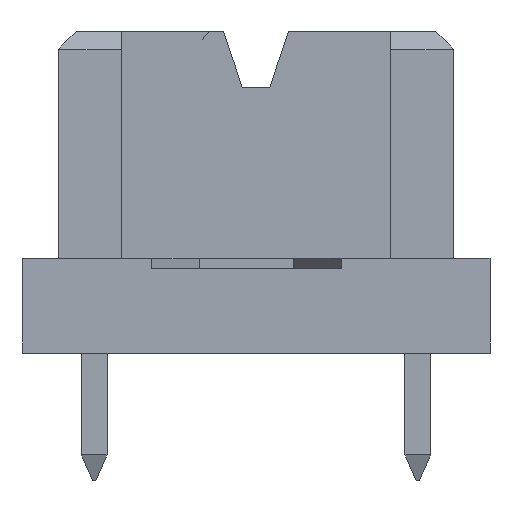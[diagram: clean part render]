
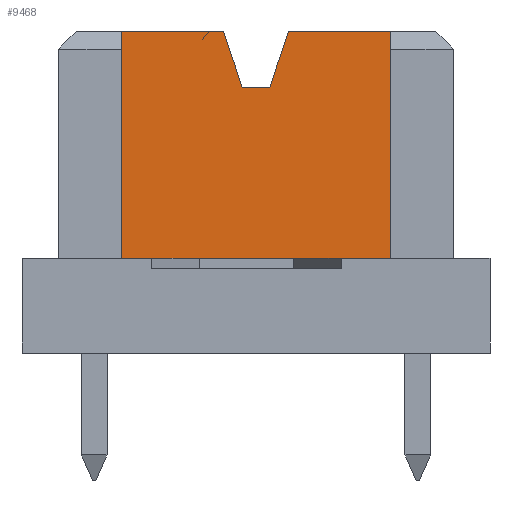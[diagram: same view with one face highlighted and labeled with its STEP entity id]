
A CAD part, front view. The second image highlights one B-rep face of the part: STEP entity #9468.
In plain terms, the highlighted free-form (B-spline) face has degree [1, 1] with [2, 2] control points.
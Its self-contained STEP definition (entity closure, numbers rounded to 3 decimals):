
#6751=CARTESIAN_POINT('',(0.855,-75.1,10.1));
#6752=VERTEX_POINT('',#6751);
#6758=CARTESIAN_POINT('',(4.055,-75.1,10.1));
#6759=VERTEX_POINT('',#6758);
#6760=CARTESIAN_POINT('',(0.855,-75.1,10.1));
#6761=CARTESIAN_POINT('',(4.055,-75.1,10.1));
#6762=B_SPLINE_CURVE_WITH_KNOTS('',1,(#6760,#6761),.UNSPECIFIED.,.F.,.U.,(2,2),(0.0,0.449),.UNSPECIFIED.);
#6763=EDGE_CURVE('',#6752,#6759,#6762,.T.);
#6841=CARTESIAN_POINT('',(0.855,-75.1,2.98));
#6842=VERTEX_POINT('',#6841);
#6848=CARTESIAN_POINT('',(0.855,-75.1,2.98));
#6849=CARTESIAN_POINT('',(0.855,-75.1,10.1));
#6850=QUASI_UNIFORM_CURVE('',1,(#6848,#6849),.UNSPECIFIED.,.F.,.U.);
#6851=EDGE_CURVE('',#6842,#6752,#6850,.T.);
#7280=CARTESIAN_POINT('',(6.105,-75.1,10.1));
#7281=VERTEX_POINT('',#7280);
#7287=CARTESIAN_POINT('',(9.305,-75.1,10.1));
#7288=VERTEX_POINT('',#7287);
#7289=CARTESIAN_POINT('',(6.105,-75.1,10.1));
#7290=CARTESIAN_POINT('',(9.305,-75.1,10.1));
#7291=B_SPLINE_CURVE_WITH_KNOTS('',1,(#7289,#7290),.UNSPECIFIED.,.F.,.U.,(2,2),(0.737,1.187),.UNSPECIFIED.);
#7292=EDGE_CURVE('',#7281,#7288,#7291,.T.);
#7321=CARTESIAN_POINT('',(5.511,-75.1,8.35));
#7322=VERTEX_POINT('',#7321);
#7328=CARTESIAN_POINT('',(5.511,-75.1,8.35));
#7329=CARTESIAN_POINT('',(6.105,-75.1,10.1));
#7330=QUASI_UNIFORM_CURVE('',1,(#7328,#7329),.UNSPECIFIED.,.F.,.U.);
#7331=EDGE_CURVE('',#7322,#7281,#7330,.T.);
#8647=CARTESIAN_POINT('',(9.305,-75.1,2.98));
#8648=VERTEX_POINT('',#8647);
#8649=CARTESIAN_POINT('',(9.305,-75.1,2.98));
#8650=CARTESIAN_POINT('',(9.305,-75.1,10.1));
#8651=B_SPLINE_CURVE_WITH_KNOTS('',1,(#8649,#8650),.UNSPECIFIED.,.F.,.U.,(2,2),(0.0,4.45),.UNSPECIFIED.);
#8652=EDGE_CURVE('',#8648,#7288,#8651,.T.);
#8670=CARTESIAN_POINT('',(9.305,-75.1,2.98));
#8671=CARTESIAN_POINT('',(0.855,-75.1,2.98));
#8672=B_SPLINE_CURVE_WITH_KNOTS('',1,(#8670,#8671),.UNSPECIFIED.,.F.,.U.,(2,2),(0.0,1.187),.UNSPECIFIED.);
#8673=EDGE_CURVE('',#8648,#6842,#8672,.T.);
#9432=CARTESIAN_POINT('',(4.649,-75.1,8.35));
#9433=VERTEX_POINT('',#9432);
#9441=CARTESIAN_POINT('',(4.055,-75.1,10.1));
#9442=CARTESIAN_POINT('',(4.649,-75.1,8.35));
#9443=QUASI_UNIFORM_CURVE('',1,(#9441,#9442),.UNSPECIFIED.,.F.,.U.);
#9444=EDGE_CURVE('',#6759,#9433,#9443,.T.);
#9449=CARTESIAN_POINT('',(9.305,-75.1,2.98));
#9450=CARTESIAN_POINT('',(0.855,-75.1,2.98));
#9451=CARTESIAN_POINT('',(9.305,-75.1,10.1));
#9452=CARTESIAN_POINT('',(0.855,-75.1,10.1));
#9453=B_SPLINE_SURFACE_WITH_KNOTS('',1,1,((#9449,#9451),(#9450,#9452)),.UNSPECIFIED.,.F.,.F.,.U.,(2,2),(2,2),(0.0,1.187),(0.0,1.0),.UNSPECIFIED.);
#9454=ORIENTED_EDGE('',*,*,#9444,.F.);
#9455=ORIENTED_EDGE('',*,*,#6763,.F.);
#9456=ORIENTED_EDGE('',*,*,#6851,.F.);
#9457=ORIENTED_EDGE('',*,*,#8673,.F.);
#9458=ORIENTED_EDGE('',*,*,#8652,.T.);
#9459=ORIENTED_EDGE('',*,*,#7292,.F.);
#9460=ORIENTED_EDGE('',*,*,#7331,.F.);
#9461=CARTESIAN_POINT('',(4.649,-75.1,8.35));
#9462=CARTESIAN_POINT('',(5.511,-75.1,8.35));
#9463=B_SPLINE_CURVE_WITH_KNOTS('',1,(#9461,#9462),.UNSPECIFIED.,.F.,.U.,(2,2),(0.449,0.551),.UNSPECIFIED.);
#9464=EDGE_CURVE('',#9433,#7322,#9463,.T.);
#9465=ORIENTED_EDGE('',*,*,#9464,.F.);
#9466=EDGE_LOOP('',(#9454,#9455,#9456,#9457,#9458,#9459,#9460,#9465));
#9467=FACE_OUTER_BOUND('',#9466,.T.);
#9468=ADVANCED_FACE('',(#9467),#9453,.F.);
